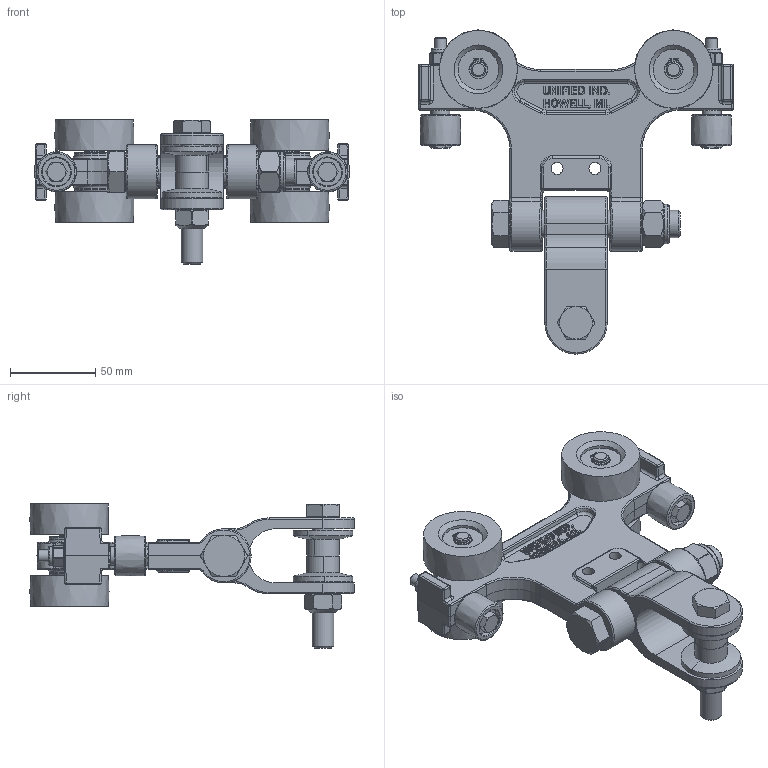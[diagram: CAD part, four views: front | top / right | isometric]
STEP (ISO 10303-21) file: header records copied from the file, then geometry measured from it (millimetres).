
FILE_DESCRIPTION((''),'2;1');
FILE_NAME('20130 ETA-4-5 SINGLE HOIST TROLLEY.stp','2010-12-13T13:58:53',('jholman'),(''),'Autodesk Inventor 2009','Autodesk Inventor 2009','');
FILE_SCHEMA(('AUTOMOTIVE_DESIGN { 1 0 10303 214 1 1 1 1 }'));
Length unit declared in the file: inch
Products named in the file (24): 20130; 3D11V9B4B; 3D11H4B4B; 3D11M7B4B; Prevailing Torque Type Hex Nut - UNC (Regular Thread - Inch)  (IFI) 1/2 - 13 Metal Type; Hex Cap Screw - UNC (Regular Thread - Inch) 1/2-13 UNC - 3; 20110; 59800M; 59800_2; Hex Cap Screw - Metric M16 x 100; 3D1191G4A; 3D1185B4B; 3D11D6B4A; 3D11N9B4B; 3D11N7B4C; 3D11V6B4B; 3D11F6B4A; 3D11Q9B4A; 3D110XF4B; 3D11SWF4A; 3D11QWF4A; 3D11RWF4A; 3D11TWF4A; 3D11UWF4A
Assembly tree (36 placements, depth 4):
  20130
    3D11V9B4B
      3D11H4B4B
      3D11M7B4B  x2
      Prevailing Torque Type Hex Nut - UNC (Regular Thread - Inch)  (IFI) 1/2 - 13 Metal Type
      Hex Cap Screw - UNC (Regular Thread - Inch) 1/2-13 UNC - 3
    20110
      59800M
        59800_2
      Hex Cap Screw - Metric M16 x 100
      3D1191G4A
      3D1185B4B  x2
      3D11D6B4A  x4
      3D11N9B4B  x4
        3D11N7B4C
        3D11V6B4B
      3D11F6B4A  x2
      3D11Q9B4A  x2
      3D110XF4B  x2
      3D11SWF4A  x2
        3D11QWF4A
        3D11RWF4A
        3D11TWF4A
        3D11UWF4A
Bounding box: 184.15 x 189.87 x 84.35 mm (x, y, z)
Volume: 401576.1 mm3; surface area: 135339.7 mm2
Topology: 38 solids, 38 shells, 1538 faces, 3579 edges, 2146 vertices
Faces by surface type: plane 476, bspline 462, cylinder 345, cone 121, torus 98, sphere 36
Full cylindrical faces by diameter (mm): 6.909 x2, 7 x4, 7.036 x2, 7.099 x2, 7.137 x2, 10.249 x2, 11.176 x2, 12 x2, 12.7 x1, 13.386 x1, 15.011 x2, 16 x1, 16.866 x4, 16.993 x4, 17 x4, 17.145 x1, 17.374 x1, 22.49 x1, 23.114 x1, 23.813 x8, 28.6 x8
Entity records: 45521 total; most frequent: CARTESIAN_POINT 19191, ORIENTED_EDGE 5368, DIRECTION 5003, EDGE_CURVE 2684, AXIS2_PLACEMENT_3D 1936, VERTEX_POINT 1655, EDGE_LOOP 1381, FACE_OUTER_BOUND 1198
